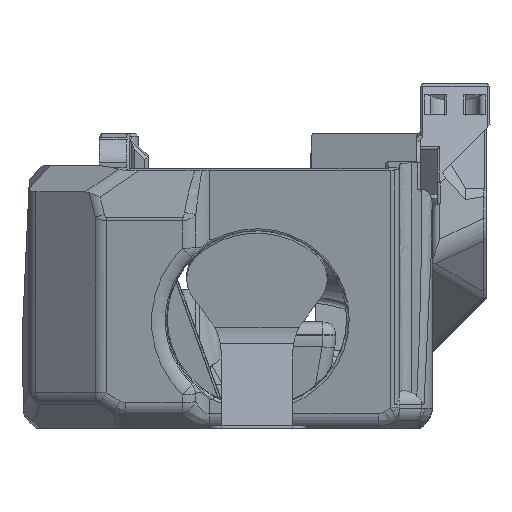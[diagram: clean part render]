
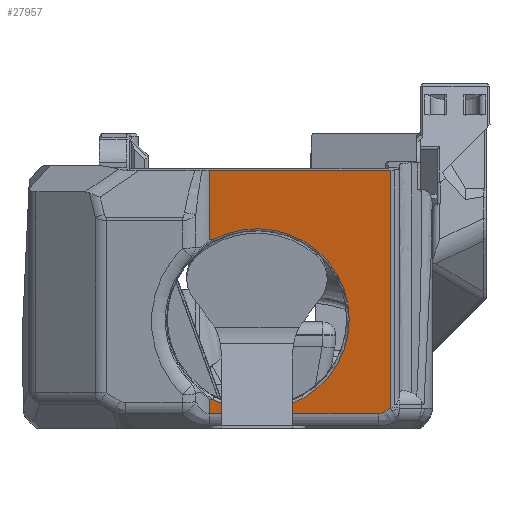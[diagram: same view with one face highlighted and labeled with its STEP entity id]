
A CAD part, left-side view. The second image highlights one B-rep face of the part: STEP entity #27957.
In plain terms, the highlighted planar face has unit normal (-0.985, 0, -0.174).
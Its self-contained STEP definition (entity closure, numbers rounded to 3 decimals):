
#698=B_SPLINE_CURVE_WITH_KNOTS('',3,(#44332,#44333,#44334,#44335),
 .UNSPECIFIED.,.F.,.F.,(4,4),(0.,0.382),.UNSPECIFIED.);
#711=B_SPLINE_CURVE_WITH_KNOTS('',3,(#44605,#44606,#44607,#44608),
 .UNSPECIFIED.,.F.,.F.,(4,4),(0.618,1.),.UNSPECIFIED.);
#1315=CIRCLE('',#29395,14.4);
#2486=ELLIPSE('',#30013,3.203,2.);
#5317=ORIENTED_EDGE('',*,*,#12737,.F.);
#5318=ORIENTED_EDGE('',*,*,#11733,.T.);
#5319=ORIENTED_EDGE('',*,*,#12854,.T.);
#5320=ORIENTED_EDGE('',*,*,#12855,.F.);
#5321=ORIENTED_EDGE('',*,*,#12856,.T.);
#5322=ORIENTED_EDGE('',*,*,#12857,.T.);
#5323=ORIENTED_EDGE('',*,*,#12858,.F.);
#5324=ORIENTED_EDGE('',*,*,#12859,.T.);
#5325=ORIENTED_EDGE('',*,*,#12338,.F.);
#5326=ORIENTED_EDGE('',*,*,#12363,.F.);
#11733=EDGE_CURVE('',#15920,#15919,#1315,.T.);
#12338=EDGE_CURVE('',#16327,#16328,#18882,.T.);
#12363=EDGE_CURVE('',#16345,#16327,#18900,.T.);
#12737=EDGE_CURVE('',#15920,#16345,#698,.F.);
#12854=EDGE_CURVE('',#15919,#16690,#711,.T.);
#12855=EDGE_CURVE('',#16691,#16690,#19217,.T.);
#12856=EDGE_CURVE('',#16691,#16692,#19218,.T.);
#12857=EDGE_CURVE('',#16692,#16693,#2486,.T.);
#12858=EDGE_CURVE('',#16694,#16693,#19219,.T.);
#12859=EDGE_CURVE('',#16694,#16328,#19220,.T.);
#15919=VERTEX_POINT('',#40117);
#15920=VERTEX_POINT('',#40119);
#16327=VERTEX_POINT('',#42656);
#16328=VERTEX_POINT('',#42658);
#16345=VERTEX_POINT('',#42717);
#16690=VERTEX_POINT('',#44609);
#16691=VERTEX_POINT('',#44611);
#16692=VERTEX_POINT('',#44613);
#16693=VERTEX_POINT('',#44615);
#16694=VERTEX_POINT('',#44617);
#18882=LINE('',#42657,#21263);
#18900=LINE('',#42718,#21281);
#19217=LINE('',#44610,#21598);
#19218=LINE('',#44612,#21599);
#19219=LINE('',#44616,#21600);
#19220=LINE('',#44618,#21601);
#21263=VECTOR('',#33357,1000.);
#21281=VECTOR('',#33395,1000.);
#21598=VECTOR('',#34168,1000.);
#21599=VECTOR('',#34169,1000.);
#21600=VECTOR('',#34172,1000.);
#21601=VECTOR('',#34173,1000.);
#23630=EDGE_LOOP('',(#5317,#5318,#5319,#5320,#5321,#5322,#5323,#5324,#5325,
#5326));
#25393=FACE_BOUND('',#23630,.T.);
#26889=PLANE('',#30012);
#27957=ADVANCED_FACE('',(#25393),#26889,.F.);
#29395=AXIS2_PLACEMENT_3D('',#40118,#32346,#32347);
#30012=AXIS2_PLACEMENT_3D('',#44604,#34166,#34167);
#30013=AXIS2_PLACEMENT_3D('',#44614,#34170,#34171);
#32346=DIRECTION('',(0.985,0.,0.174));
#32347=DIRECTION('',(0.174,0.,-0.985));
#33357=DIRECTION('',(0.,-1.,0.));
#33395=DIRECTION('',(-0.174,0.,0.985));
#34166=DIRECTION('',(0.985,0.,0.174));
#34167=DIRECTION('',(-0.174,0.,0.985));
#34168=DIRECTION('',(-0.174,0.,0.985));
#34169=DIRECTION('',(0.,-1.,0.));
#34170=DIRECTION('',(-0.985,0.,-0.174));
#34171=DIRECTION('',(-0.165,-0.304,0.938));
#34172=DIRECTION('',(0.097,0.829,-0.551));
#34173=DIRECTION('',(-0.174,0.,0.985));
#40117=CARTESIAN_POINT('',(-28.264,11.767,4.533));
#40118=CARTESIAN_POINT('',(-30.458,4.853,16.973));
#40119=CARTESIAN_POINT('',(-32.651,11.767,29.413));
#42656=CARTESIAN_POINT('',(-34.572,12.27,40.304));
#42657=CARTESIAN_POINT('',(-34.572,24.853,40.304));
#42658=CARTESIAN_POINT('',(-34.572,-16.002,40.304));
#42717=CARTESIAN_POINT('',(-32.66,12.27,29.463));
#42718=CARTESIAN_POINT('',(-31.185,12.27,21.099));
#44332=CARTESIAN_POINT('',(-32.66,12.27,29.463));
#44333=CARTESIAN_POINT('',(-32.657,12.102,29.442));
#44334=CARTESIAN_POINT('',(-32.654,11.935,29.425));
#44335=CARTESIAN_POINT('',(-32.651,11.767,29.413));
#44604=CARTESIAN_POINT('',(-31.185,24.853,21.099));
#44605=CARTESIAN_POINT('',(-28.264,11.767,4.533));
#44606=CARTESIAN_POINT('',(-28.262,11.935,4.52));
#44607=CARTESIAN_POINT('',(-28.259,12.102,4.503));
#44608=CARTESIAN_POINT('',(-28.255,12.27,4.482));
#44609=CARTESIAN_POINT('',(-28.255,12.27,4.482));
#44610=CARTESIAN_POINT('',(-31.185,12.27,21.099));
#44611=CARTESIAN_POINT('',(-27.864,12.27,2.262));
#44612=CARTESIAN_POINT('',(-27.864,-14.655,2.262));
#44613=CARTESIAN_POINT('',(-27.864,-14.07,2.262));
#44614=CARTESIAN_POINT('',(-28.404,-14.652,5.326));
#44615=CARTESIAN_POINT('',(-27.923,-15.07,2.597));
#44616=CARTESIAN_POINT('',(-27.821,-14.199,2.018));
#44617=CARTESIAN_POINT('',(-28.032,-16.002,3.216));
#44618=CARTESIAN_POINT('',(-7.663,-16.002,-112.301));
